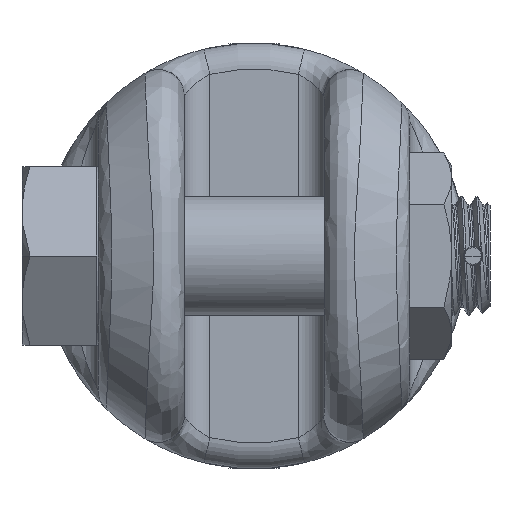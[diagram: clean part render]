
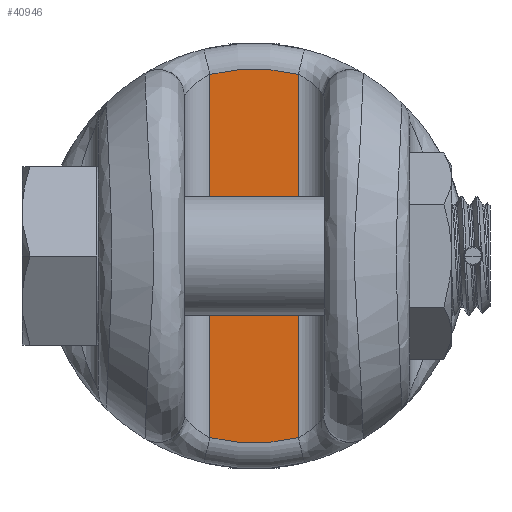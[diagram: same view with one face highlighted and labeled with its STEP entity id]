
A CAD part, front view. The second image highlights one B-rep face of the part: STEP entity #40946.
In plain terms, the highlighted planar face has unit normal (0, -1, 0).
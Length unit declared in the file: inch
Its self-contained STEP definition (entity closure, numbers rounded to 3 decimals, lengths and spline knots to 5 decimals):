
#13825=DIRECTION('',(0.,0.,-1.));
#13826=VECTOR('',#13825,2.67208);
#13827=CARTESIAN_POINT('',(-0.325,-5.652,
1.33604));
#13828=LINE('',#13827,#13826);
#13829=CARTESIAN_POINT('',(-0.325,-5.652,
1.33604));
#13907=CARTESIAN_POINT('',(0.,-5.652,0.));
#13908=DIRECTION('',(0.,-1.,0.));
#13909=DIRECTION('',(0.236,0.,0.972));
#13910=AXIS2_PLACEMENT_3D('',#13907,#13908,#13909);
#13922=CARTESIAN_POINT('',(0.,-5.652,0.));
#13923=DIRECTION('',(0.,-1.,0.));
#13924=DIRECTION('',(-0.236,0.,-0.972));
#13925=AXIS2_PLACEMENT_3D('',#13922,#13923,#13924);
#13937=CARTESIAN_POINT('',(0.325,-5.652,
-1.33604));
#14006=DIRECTION('',(0.,0.,-1.));
#14007=VECTOR('',#14006,2.67208);
#14008=CARTESIAN_POINT('',(0.325,-5.652,
1.33604));
#14009=LINE('',#14008,#14007);
#14036=CARTESIAN_POINT('',(0.325,-5.652,
1.33604));
#24550=VERTEX_POINT('',#14036);
#24563=VERTEX_POINT('',#13937);
#24565=CARTESIAN_POINT('',(-0.325,-5.652,-1.33604));
#24566=VERTEX_POINT('',#24565);
#24581=VERTEX_POINT('',#13829);
#40933=CARTESIAN_POINT('',(0.515,-5.652,1.878));
#40934=DIRECTION('',(0.,1.,0.));
#40935=DIRECTION('',(-1.,0.,0.));
#40936=AXIS2_PLACEMENT_3D('',#40933,#40934,#40935);
#40937=PLANE('',#40936);
#40939=ORIENTED_EDGE('',*,*,#40938,.F.);
#40940=ORIENTED_EDGE('',*,*,#40836,.F.);
#40941=ORIENTED_EDGE('',*,*,#40924,.F.);
#40943=ORIENTED_EDGE('',*,*,#40942,.T.);
#40944=EDGE_LOOP('',(#40939,#40940,#40941,#40943));
#40945=FACE_OUTER_BOUND('',#40944,.F.);
#40946=ADVANCED_FACE('',(#40945),#40937,.F.);
#13911=CIRCLE('',#13910,1.375);
#13926=CIRCLE('',#13925,1.375);
#40836=EDGE_CURVE('',#24581,#24566,#13828,.T.);
#40924=EDGE_CURVE('',#24550,#24581,#13911,.T.);
#40938=EDGE_CURVE('',#24566,#24563,#13926,.T.);
#40942=EDGE_CURVE('',#24550,#24563,#14009,.T.);
